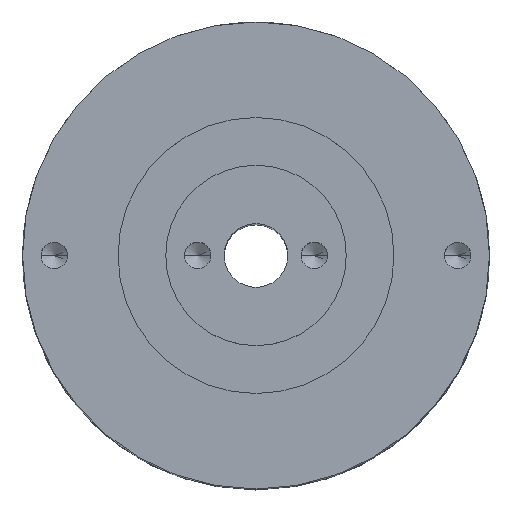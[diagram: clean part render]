
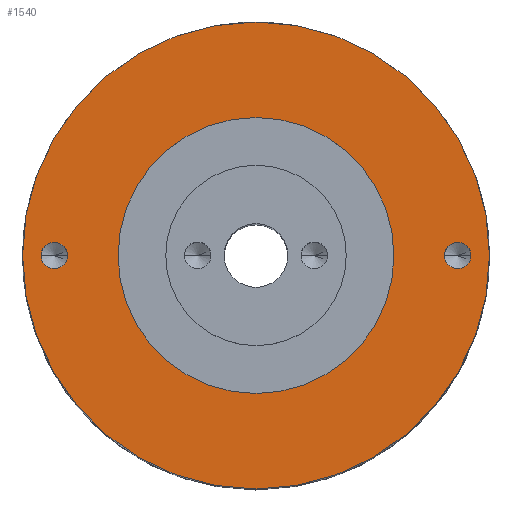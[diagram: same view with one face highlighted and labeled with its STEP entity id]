
A CAD part, top view. The second image highlights one B-rep face of the part: STEP entity #1540.
In plain terms, the highlighted planar face has unit normal (0, 0, 1).
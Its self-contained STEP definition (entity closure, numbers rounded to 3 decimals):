
#136 = VERTEX_POINT ( 'NONE', #3611 ) ;
#152 = CARTESIAN_POINT ( 'NONE',  ( 0., 0., 68. ) ) ;
#178 = ORIENTED_EDGE ( 'NONE', *, *, #1762, .F. ) ;
#217 = AXIS2_PLACEMENT_3D ( 'NONE', #2499, #540, #2212 ) ;
#255 = EDGE_CURVE ( 'NONE', #3067, #1193, #3142, .T. ) ;
#301 = EDGE_CURVE ( 'NONE', #1337, #1582, #905, .T. ) ;
#317 = DIRECTION ( 'NONE',  ( 0., 0., 1. ) ) ;
#340 = CIRCLE ( 'NONE', #3315, 13. ) ;
#412 = AXIS2_PLACEMENT_3D ( 'NONE', #1418, #3093, #2828 ) ;
#429 = DIRECTION ( 'NONE',  ( 1., 0., 0. ) ) ;
#501 = DIRECTION ( 'NONE',  ( 0., 0., 1. ) ) ;
#516 = CIRCLE ( 'NONE', #3531, 13. ) ;
#540 = DIRECTION ( 'NONE',  ( 0., 0., 1. ) ) ;
#640 = ORIENTED_EDGE ( 'NONE', *, *, #2182, .F. ) ;
#641 = DIRECTION ( 'NONE',  ( 0., 0., 1. ) ) ;
#789 = CARTESIAN_POINT ( 'NONE',  ( 0., 0., 68. ) ) ;
#819 = DIRECTION ( 'NONE',  ( 0., 0., 1. ) ) ;
#883 = ORIENTED_EDGE ( 'NONE', *, *, #255, .F. ) ;
#903 = DIRECTION ( 'NONE',  ( 0., 0., 1. ) ) ;
#905 = CIRCLE ( 'NONE', #217, 22. ) ;
#921 = CARTESIAN_POINT ( 'NONE',  ( 17.75, 0., 68. ) ) ;
#1119 = ORIENTED_EDGE ( 'NONE', *, *, #2312, .F. ) ;
#1181 = AXIS2_PLACEMENT_3D ( 'NONE', #2595, #641, #1313 ) ;
#1193 = VERTEX_POINT ( 'NONE', #3414 ) ;
#1273 = FACE_OUTER_BOUND ( 'NONE', #1298, .T. ) ;
#1298 = EDGE_LOOP ( 'NONE', ( #1674, #2044 ) ) ;
#1313 = DIRECTION ( 'NONE',  ( 1., 0., 0. ) ) ;
#1332 = CARTESIAN_POINT ( 'NONE',  ( -17.75, 0., 68. ) ) ;
#1337 = VERTEX_POINT ( 'NONE', #2959 ) ;
#1418 = CARTESIAN_POINT ( 'NONE',  ( 0., 0., 68. ) ) ;
#1540 = ADVANCED_FACE ( 'NONE', ( #2758, #2664, #1926, #1273 ), #2460, .T. ) ;
#1582 = VERTEX_POINT ( 'NONE', #1654 ) ;
#1654 = CARTESIAN_POINT ( 'NONE',  ( 22., 0., 68. ) ) ;
#1660 = EDGE_CURVE ( 'NONE', #1582, #1337, #2674, .T. ) ;
#1674 = ORIENTED_EDGE ( 'NONE', *, *, #301, .T. ) ;
#1762 = EDGE_CURVE ( 'NONE', #136, #2865, #3161, .T. ) ;
#1781 = AXIS2_PLACEMENT_3D ( 'NONE', #2584, #903, #1804 ) ;
#1802 = CIRCLE ( 'NONE', #1781, 1.25 ) ;
#1804 = DIRECTION ( 'NONE',  ( 1., 0., 0. ) ) ;
#1827 = CARTESIAN_POINT ( 'NONE',  ( -13., 0., 68. ) ) ;
#1926 = FACE_BOUND ( 'NONE', #2100, .T. ) ;
#1971 = VERTEX_POINT ( 'NONE', #1827 ) ;
#1995 = CARTESIAN_POINT ( 'NONE',  ( 0., 0., 68. ) ) ;
#2036 = ORIENTED_EDGE ( 'NONE', *, *, #2701, .F. ) ;
#2044 = ORIENTED_EDGE ( 'NONE', *, *, #1660, .T. ) ;
#2100 = EDGE_LOOP ( 'NONE', ( #2036, #3076 ) ) ;
#2110 = DIRECTION ( 'NONE',  ( 1., 0., 0. ) ) ;
#2111 = DIRECTION ( 'NONE',  ( 0., 0., 1. ) ) ;
#2161 = CARTESIAN_POINT ( 'NONE',  ( -19., 0., 68. ) ) ;
#2182 = EDGE_CURVE ( 'NONE', #2865, #136, #1802, .T. ) ;
#2212 = DIRECTION ( 'NONE',  ( 1., 0., 0. ) ) ;
#2270 = DIRECTION ( 'NONE',  ( 1., 0., 0. ) ) ;
#2312 = EDGE_CURVE ( 'NONE', #1193, #3067, #2937, .T. ) ;
#2423 = EDGE_LOOP ( 'NONE', ( #178, #640 ) ) ;
#2460 = PLANE ( 'NONE',  #2550 ) ;
#2486 = DIRECTION ( 'NONE',  ( 1., 0., 0. ) ) ;
#2499 = CARTESIAN_POINT ( 'NONE',  ( 0., 0., 68. ) ) ;
#2550 = AXIS2_PLACEMENT_3D ( 'NONE', #789, #501, #3306 ) ;
#2584 = CARTESIAN_POINT ( 'NONE',  ( 19., 0., 68. ) ) ;
#2595 = CARTESIAN_POINT ( 'NONE',  ( 19., 0., 68. ) ) ;
#2664 = FACE_BOUND ( 'NONE', #2423, .T. ) ;
#2674 = CIRCLE ( 'NONE', #412, 22. ) ;
#2701 = EDGE_CURVE ( 'NONE', #3174, #1971, #516, .T. ) ;
#2758 = FACE_BOUND ( 'NONE', #3538, .T. ) ;
#2763 = CARTESIAN_POINT ( 'NONE',  ( 13., 0., 68. ) ) ;
#2828 = DIRECTION ( 'NONE',  ( 1., 0., 0. ) ) ;
#2865 = VERTEX_POINT ( 'NONE', #921 ) ;
#2909 = AXIS2_PLACEMENT_3D ( 'NONE', #3627, #819, #2486 ) ;
#2937 = CIRCLE ( 'NONE', #3480, 1.25 ) ;
#2959 = CARTESIAN_POINT ( 'NONE',  ( -22., 0., 68. ) ) ;
#3067 = VERTEX_POINT ( 'NONE', #1332 ) ;
#3076 = ORIENTED_EDGE ( 'NONE', *, *, #3449, .F. ) ;
#3093 = DIRECTION ( 'NONE',  ( 0., 0., 1. ) ) ;
#3142 = CIRCLE ( 'NONE', #2909, 1.25 ) ;
#3161 = CIRCLE ( 'NONE', #1181, 1.25 ) ;
#3174 = VERTEX_POINT ( 'NONE', #2763 ) ;
#3306 = DIRECTION ( 'NONE',  ( 1., 0., 0. ) ) ;
#3315 = AXIS2_PLACEMENT_3D ( 'NONE', #152, #2111, #429 ) ;
#3414 = CARTESIAN_POINT ( 'NONE',  ( -20.25, 0., 68. ) ) ;
#3449 = EDGE_CURVE ( 'NONE', #1971, #3174, #340, .T. ) ;
#3480 = AXIS2_PLACEMENT_3D ( 'NONE', #2161, #3512, #2110 ) ;
#3512 = DIRECTION ( 'NONE',  ( 0., 0., 1. ) ) ;
#3531 = AXIS2_PLACEMENT_3D ( 'NONE', #1995, #317, #2270 ) ;
#3538 = EDGE_LOOP ( 'NONE', ( #883, #1119 ) ) ;
#3611 = CARTESIAN_POINT ( 'NONE',  ( 20.25, 0., 68. ) ) ;
#3627 = CARTESIAN_POINT ( 'NONE',  ( -19., 0., 68. ) ) ;
